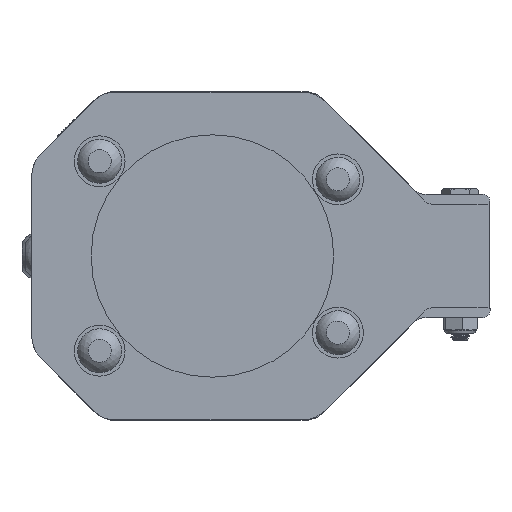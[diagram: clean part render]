
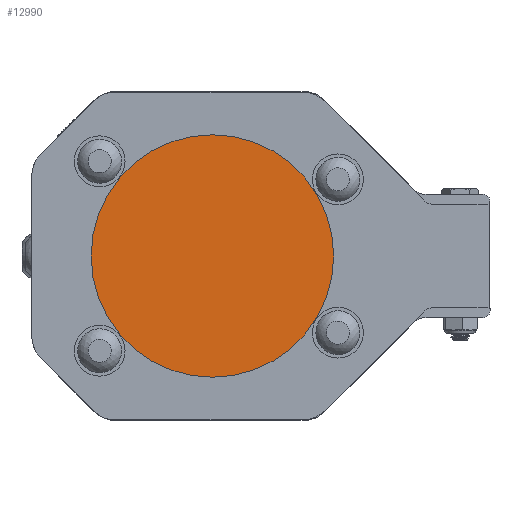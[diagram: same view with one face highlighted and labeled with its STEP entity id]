
A CAD part, left-side view. The second image highlights one B-rep face of the part: STEP entity #12990.
In plain terms, the highlighted planar face has unit normal (-1, 0, 0).
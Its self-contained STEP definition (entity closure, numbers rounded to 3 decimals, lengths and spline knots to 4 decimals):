
#1747=PLANE('',#14226);
#2828=CIRCLE('',#14224,1.0325);
#3691=FACE_OUTER_BOUND('',#4757,.T.);
#4757=EDGE_LOOP('',(#10616));
#6678=VERTEX_POINT('',#74920);
#8128=EDGE_CURVE('',#6678,#6678,#2828,.T.);
#10616=ORIENTED_EDGE('',*,*,#8128,.T.);
#12990=ADVANCED_FACE('',(#3691),#1747,.F.);
#14224=AXIS2_PLACEMENT_3D('',#74921,#16837,#16838);
#14226=AXIS2_PLACEMENT_3D('',#74924,#16841,#16842);
#16837=DIRECTION('center_axis',(-1.,0.,0.));
#16838=DIRECTION('ref_axis',(0.,0.,
-1.));
#16841=DIRECTION('center_axis',(1.,0.,0.));
#16842=DIRECTION('ref_axis',(0.,0.,-1.));
#74920=CARTESIAN_POINT('',(-3.475,1.0343,1.7014));
#74921=CARTESIAN_POINT('Origin',(-3.475,1.0343,0.6689));
#74924=CARTESIAN_POINT('Origin',(-3.475,1.0343,0.6689));
